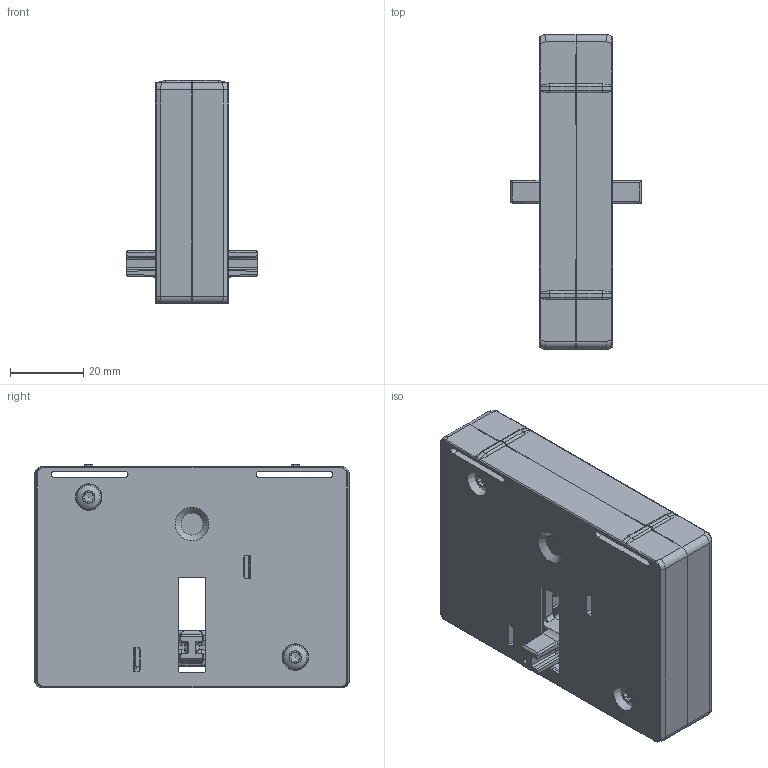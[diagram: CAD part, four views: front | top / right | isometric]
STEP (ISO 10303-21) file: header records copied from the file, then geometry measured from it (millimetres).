
FILE_DESCRIPTION(/* description */ (''),/* implementation_level */ '2;1');
FILE_NAME(/* name */ 'FILE_STP_CAD_DRAWING_BFX5500_Catalog_prt.stp',/* time_stamp */ '2020-09-25T09:14:11+02:00',/* author */ (''),/* organization */ (''),/* preprocessor_version */ 'ST-DEVELOPER v16.7',/* originating_system */ 'SIEMENS PLM Software NX 12.0',/* authorisation */ '');
FILE_SCHEMA (('AUTOMOTIVE_DESIGN { 1 0 10303 214 3 1 1 1 }'));
Length unit declared in the file: millimetre
Products named in the file (1): BFX5500_Catalog
Bounding box: 35.8 x 85.7 x 60.79 mm (x, y, z)
Surface area: 27115 mm2 (no closed solid volume)
Topology: 0 solids, 8 shells, 458 faces, 1739 edges, 1264 vertices
Faces by surface type: plane 196, cylinder 180, bspline 40, cone 34, sphere 4, torus 4
Full cylindrical faces by diameter (mm): 3.4 x4
Entity records: 19331 total; most frequent: CARTESIAN_POINT 4988, DIRECTION 2972, ORIENTED_EDGE 2765, EDGE_CURVE 1689, VERTEX_POINT 1251, AXIS2_PLACEMENT_3D 1024, LINE 924, VECTOR 924
